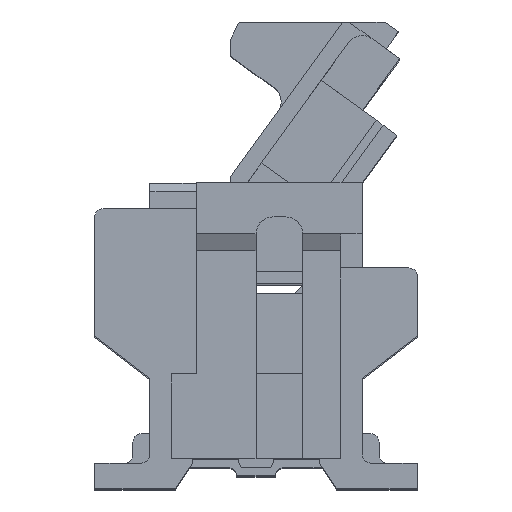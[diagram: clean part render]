
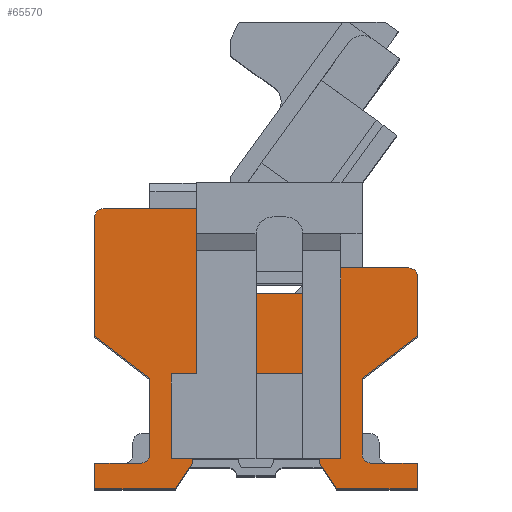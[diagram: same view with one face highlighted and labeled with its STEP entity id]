
A CAD part, top view. The second image highlights one B-rep face of the part: STEP entity #65570.
In plain terms, the highlighted planar face has unit normal (0, 0, 1).
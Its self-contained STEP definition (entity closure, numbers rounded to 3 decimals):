
#16520=CARTESIAN_POINT('',(-0.25,-0.3,3.99));
#16530=VERTEX_POINT('',#16520);
#16560=CARTESIAN_POINT('',(-0.25,-0.3,3.99));
#16570=DIRECTION('',(0.,1.,0.));
#16580=VECTOR('',#16570,1.);
#16590=LINE('',#16560,#16580);
#16600=CARTESIAN_POINT('',(-0.25,-0.35,3.99));
#16610=VERTEX_POINT('',#16600);
#16620=EDGE_CURVE('',#16610,#16530,#16590,.T.);
#19340=CARTESIAN_POINT('',(-0.3,1.65,3.99));
#19350=VERTEX_POINT('',#19340);
#19380=CARTESIAN_POINT('',(-0.3,1.65,3.99));
#19390=DIRECTION('',(-1.,0.,0.));
#19400=VECTOR('',#19390,1.);
#19410=LINE('',#19380,#19400);
#19420=CARTESIAN_POINT('',(-1.35,1.65,3.99));
#19430=VERTEX_POINT('',#19420);
#19440=EDGE_CURVE('',#19350,#19430,#19410,.T.);
#22320=CARTESIAN_POINT('',(-2.,0.7,3.99));
#22330=VERTEX_POINT('',#22320);
#22360=CARTESIAN_POINT('',(-1.634,0.7,3.99));
#22370=DIRECTION('',(1.,0.,0.));
#22380=VECTOR('',#22370,1.);
#22390=LINE('',#22360,#22380);
#22400=CARTESIAN_POINT('',(0.,0.7,3.99));
#22410=VERTEX_POINT('',#22400);
#22420=EDGE_CURVE('',#22330,#22410,#22390,.T.);
#28730=CARTESIAN_POINT('',(0.,0.354,3.99));
#28740=DIRECTION('',(0.,-1.,0.));
#28750=VECTOR('',#28740,1.);
#28760=LINE('',#28730,#28750);
#28770=CARTESIAN_POINT('',(0.,-0.3,3.99));
#28780=VERTEX_POINT('',#28770);
#28790=EDGE_CURVE('',#22410,#28780,#28760,.T.);
#33870=CARTESIAN_POINT('',(-1.35,1.75,3.99));
#33880=DIRECTION('',(0.,0.,-1.));
#33890=DIRECTION('',(-1.,0.,0.));
#33900=AXIS2_PLACEMENT_3D('',#33870,#33880,#33890);
#33910=CIRCLE('',#33900,0.1);
#33920=CARTESIAN_POINT('',(-1.45,1.75,3.99));
#33930=VERTEX_POINT('',#33920);
#33940=EDGE_CURVE('',#19430,#33930,#33910,.T.);
#36650=CARTESIAN_POINT('',(-2.,-0.3,3.99));
#36660=VERTEX_POINT('',#36650);
#36690=CARTESIAN_POINT('',(-2.,0.354,3.99));
#36700=DIRECTION('',(0.,1.,0.));
#36710=VECTOR('',#36700,1.);
#36720=LINE('',#36690,#36710);
#36730=EDGE_CURVE('',#36660,#22330,#36720,.T.);
#40120=CARTESIAN_POINT('',(-2.8,2.55,3.99));
#40130=DIRECTION('',(0.,0.,-1.));
#40140=DIRECTION('',(-1.,0.,0.));
#40150=AXIS2_PLACEMENT_3D('',#40120,#40130,#40140);
#40160=CIRCLE('',#40150,0.1);
#40170=CARTESIAN_POINT('',(-2.9,2.55,3.99));
#40180=VERTEX_POINT('',#40170);
#40190=CARTESIAN_POINT('',(-2.8,2.65,3.99));
#40200=VERTEX_POINT('',#40190);
#40210=EDGE_CURVE('',#40180,#40200,#40160,.T.);
#55610=CARTESIAN_POINT('',(-1.75,-0.3,3.99));
#55620=VERTEX_POINT('',#55610);
#55650=CARTESIAN_POINT('',(-1.634,-0.3,3.99));
#55660=DIRECTION('',(1.,0.,0.));
#55670=VECTOR('',#55660,1.);
#55680=LINE('',#55650,#55670);
#55690=EDGE_CURVE('',#36660,#55620,#55680,.T.);
#55780=EDGE_CURVE('',#16530,#28780,#55680,.T.);
#58090=CARTESIAN_POINT('',(-2.25,0.65,3.99));
#58100=DIRECTION('',(-0.793,0.61,0.));
#58110=VECTOR('',#58100,1.);
#58120=LINE('',#58090,#58110);
#58130=CARTESIAN_POINT('',(-2.25,0.65,3.99));
#58140=VERTEX_POINT('',#58130);
#58150=CARTESIAN_POINT('',(-2.9,1.15,3.99));
#58160=VERTEX_POINT('',#58150);
#58170=EDGE_CURVE('',#58140,#58160,#58120,.T.);
#58610=CARTESIAN_POINT('',(-1.75,-0.35,3.99));
#58620=VERTEX_POINT('',#58610);
#58650=CARTESIAN_POINT('',(-1.75,-0.3,3.99));
#58660=DIRECTION('',(0.,1.,0.));
#58670=VECTOR('',#58660,1.);
#58680=LINE('',#58650,#58670);
#58690=EDGE_CURVE('',#58620,#55620,#58680,.T.);
#58840=CARTESIAN_POINT('',(-2.9,-0.65,3.99));
#58850=VERTEX_POINT('',#58840);
#58900=CARTESIAN_POINT('',(-0.3,-0.65,3.99));
#58910=DIRECTION('',(-1.,0.,0.));
#58920=VECTOR('',#58910,1.);
#58930=LINE('',#58900,#58920);
#58940=CARTESIAN_POINT('',(-1.95,-0.65,3.99));
#58950=VERTEX_POINT('',#58940);
#58960=EDGE_CURVE('',#58950,#58850,#58930,.T.);
#59470=CARTESIAN_POINT('',(-0.3,1.95,3.99));
#59480=DIRECTION('',(-1.,0.,0.));
#59490=VECTOR('',#59480,1.);
#59500=LINE('',#59470,#59490);
#59510=CARTESIAN_POINT('',(0.8,1.95,3.99));
#59520=VERTEX_POINT('',#59510);
#59530=CARTESIAN_POINT('',(-0.1,1.95,3.99));
#59540=VERTEX_POINT('',#59530);
#59550=EDGE_CURVE('',#59520,#59540,#59500,.T.);
#59980=CARTESIAN_POINT('',(-1.45,2.65,3.99));
#59990=VERTEX_POINT('',#59980);
#60020=CARTESIAN_POINT('',(-0.3,2.65,3.99));
#60030=DIRECTION('',(-1.,0.,0.));
#60040=VECTOR('',#60030,1.);
#60050=LINE('',#60020,#60040);
#60060=EDGE_CURVE('',#59990,#40200,#60050,.T.);
#60870=CARTESIAN_POINT('',(-2.35,-0.35,3.99));
#60880=VERTEX_POINT('',#60870);
#60910=CARTESIAN_POINT('',(-0.3,-0.35,3.99));
#60920=DIRECTION('',(-1.,0.,0.));
#60930=VECTOR('',#60920,1.);
#60940=LINE('',#60910,#60930);
#60950=CARTESIAN_POINT('',(-2.9,-0.35,3.99));
#60960=VERTEX_POINT('',#60950);
#60970=EDGE_CURVE('',#60880,#60960,#60940,.T.);
#61230=CARTESIAN_POINT('',(-0.1,1.85,3.99));
#61240=DIRECTION('',(0.,0.,-1.));
#61250=DIRECTION('',(-1.,0.,0.));
#61260=AXIS2_PLACEMENT_3D('',#61230,#61240,#61250);
#61270=CIRCLE('',#61260,0.1);
#61280=CARTESIAN_POINT('',(-0.2,1.85,3.99));
#61290=VERTEX_POINT('',#61280);
#61300=EDGE_CURVE('',#61290,#59540,#61270,.T.);
#62060=CARTESIAN_POINT('',(-2.9,-0.3,3.99));
#62070=DIRECTION('',(0.,1.,0.));
#62080=VECTOR('',#62070,1.);
#62090=LINE('',#62060,#62080);
#62100=EDGE_CURVE('',#58850,#60960,#62090,.T.);
#62320=CARTESIAN_POINT('',(0.9,-0.35,3.99));
#62330=VERTEX_POINT('',#62320);
#62360=CARTESIAN_POINT('',(-1.7,-0.35,3.99));
#62370=DIRECTION('',(1.,0.,0.));
#62380=VECTOR('',#62370,1.);
#62390=LINE('',#62360,#62380);
#62400=CARTESIAN_POINT('',(0.35,-0.35,3.99));
#62410=VERTEX_POINT('',#62400);
#62420=EDGE_CURVE('',#62410,#62330,#62390,.T.);
#62580=CARTESIAN_POINT('',(0.9,-0.3,3.99));
#62590=DIRECTION('',(0.,1.,0.));
#62600=VECTOR('',#62590,1.);
#62610=LINE('',#62580,#62600);
#62620=CARTESIAN_POINT('',(0.9,1.15,3.99));
#62630=VERTEX_POINT('',#62620);
#62640=CARTESIAN_POINT('',(0.9,1.85,3.99));
#62650=VERTEX_POINT('',#62640);
#62660=EDGE_CURVE('',#62630,#62650,#62610,.T.);
#63260=CARTESIAN_POINT('',(0.8,1.85,3.99));
#63270=DIRECTION('',(0.,0.,-1.));
#63280=DIRECTION('',(-1.,0.,0.));
#63290=AXIS2_PLACEMENT_3D('',#63260,#63270,#63280);
#63300=CIRCLE('',#63290,0.1);
#63310=EDGE_CURVE('',#59520,#62650,#63300,.T.);
#63420=CARTESIAN_POINT('',(0.25,0.65,3.99));
#63430=DIRECTION('',(0.793,0.61,0.));
#63440=VECTOR('',#63430,1.);
#63450=LINE('',#63420,#63440);
#63460=CARTESIAN_POINT('',(0.25,0.65,3.99));
#63470=VERTEX_POINT('',#63460);
#63480=EDGE_CURVE('',#63470,#62630,#63450,.T.);
#63670=CARTESIAN_POINT('',(-0.05,-0.65,3.99));
#63680=DIRECTION('',(-0.555,0.832,0.));
#63690=VECTOR('',#63680,1.);
#63700=LINE('',#63670,#63690);
#63710=CARTESIAN_POINT('',(-0.05,-0.65,3.99));
#63720=VERTEX_POINT('',#63710);
#63730=EDGE_CURVE('',#63720,#16610,#63700,.T.);
#63920=CARTESIAN_POINT('',(-1.45,-0.3,3.99));
#63930=DIRECTION('',(0.,1.,0.));
#63940=VECTOR('',#63930,1.);
#63950=LINE('',#63920,#63940);
#63960=EDGE_CURVE('',#33930,#59990,#63950,.T.);
#64090=CARTESIAN_POINT('',(-0.2,-0.3,3.99));
#64100=DIRECTION('',(0.,1.,0.));
#64110=VECTOR('',#64100,1.);
#64120=LINE('',#64090,#64110);
#64130=CARTESIAN_POINT('',(-0.2,1.75,3.99));
#64140=VERTEX_POINT('',#64130);
#64150=EDGE_CURVE('',#64140,#61290,#64120,.T.);
#64310=CARTESIAN_POINT('',(-0.3,1.75,3.99));
#64320=DIRECTION('',(0.,0.,-1.));
#64330=DIRECTION('',(-1.,0.,0.));
#64340=AXIS2_PLACEMENT_3D('',#64310,#64320,#64330);
#64350=CIRCLE('',#64340,0.1);
#64360=EDGE_CURVE('',#64140,#19350,#64350,.T.);
#64620=CARTESIAN_POINT('',(-2.25,-0.25,3.99));
#64630=VERTEX_POINT('',#64620);
#64660=CARTESIAN_POINT('',(-2.35,-0.25,3.99));
#64670=DIRECTION('',(0.,0.,-1.));
#64680=DIRECTION('',(-1.,0.,0.));
#64690=AXIS2_PLACEMENT_3D('',#64660,#64670,#64680);
#64700=CIRCLE('',#64690,0.1);
#64710=EDGE_CURVE('',#64630,#60880,#64700,.T.);
#64770=CARTESIAN_POINT('',(0.151,1.185,3.99));
#64780=DIRECTION('',(0.,0.,1.));
#64790=DIRECTION('',(1.,0.,0.));
#64800=AXIS2_PLACEMENT_3D('',#64770,#64780,#64790);
#64810=PLANE('',#64800);
#64820=CARTESIAN_POINT('',(-2.9,-0.3,3.99));
#64830=DIRECTION('',(0.,1.,0.));
#64840=VECTOR('',#64830,1.);
#64850=LINE('',#64820,#64840);
#64860=EDGE_CURVE('',#58160,#40180,#64850,.T.);
#64870=ORIENTED_EDGE('',*,*,#64860,.F.);
#64880=ORIENTED_EDGE('',*,*,#40210,.F.);
#64890=ORIENTED_EDGE('',*,*,#60060,.T.);
#64900=ORIENTED_EDGE('',*,*,#63960,.T.);
#64910=ORIENTED_EDGE('',*,*,#33940,.T.);
#64920=ORIENTED_EDGE('',*,*,#19440,.T.);
#64930=ORIENTED_EDGE('',*,*,#64360,.T.);
#64940=ORIENTED_EDGE('',*,*,#64150,.F.);
#64950=ORIENTED_EDGE('',*,*,#61300,.F.);
#64960=ORIENTED_EDGE('',*,*,#59550,.T.);
#64970=ORIENTED_EDGE('',*,*,#63310,.F.);
#64980=ORIENTED_EDGE('',*,*,#62660,.T.);
#64990=ORIENTED_EDGE('',*,*,#63480,.T.);
#65000=CARTESIAN_POINT('',(0.25,-0.3,3.99));
#65010=DIRECTION('',(0.,1.,0.));
#65020=VECTOR('',#65010,1.);
#65030=LINE('',#65000,#65020);
#65040=CARTESIAN_POINT('',(0.25,-0.25,3.99));
#65050=VERTEX_POINT('',#65040);
#65060=EDGE_CURVE('',#65050,#63470,#65030,.T.);
#65070=ORIENTED_EDGE('',*,*,#65060,.T.);
#65080=CARTESIAN_POINT('',(0.35,-0.25,3.99));
#65090=DIRECTION('',(0.,0.,1.));
#65100=DIRECTION('',(1.,0.,0.));
#65110=AXIS2_PLACEMENT_3D('',#65080,#65090,#65100);
#65120=CIRCLE('',#65110,0.1);
#65130=EDGE_CURVE('',#65050,#62410,#65120,.T.);
#65140=ORIENTED_EDGE('',*,*,#65130,.F.);
#65150=ORIENTED_EDGE('',*,*,#62420,.F.);
#65160=CARTESIAN_POINT('',(0.9,-0.3,3.99));
#65170=DIRECTION('',(0.,1.,0.));
#65180=VECTOR('',#65170,1.);
#65190=LINE('',#65160,#65180);
#65200=CARTESIAN_POINT('',(0.9,-0.65,3.99));
#65210=VERTEX_POINT('',#65200);
#65220=EDGE_CURVE('',#65210,#62330,#65190,.T.);
#65230=ORIENTED_EDGE('',*,*,#65220,.T.);
#65240=CARTESIAN_POINT('',(-1.7,-0.65,3.99));
#65250=DIRECTION('',(1.,0.,0.));
#65260=VECTOR('',#65250,1.);
#65270=LINE('',#65240,#65260);
#65280=EDGE_CURVE('',#63720,#65210,#65270,.T.);
#65290=ORIENTED_EDGE('',*,*,#65280,.T.);
#65300=ORIENTED_EDGE('',*,*,#63730,.F.);
#65310=ORIENTED_EDGE('',*,*,#16620,.F.);
#65320=ORIENTED_EDGE('',*,*,#55780,.F.);
#65330=ORIENTED_EDGE('',*,*,#28790,.T.);
#65340=ORIENTED_EDGE('',*,*,#22420,.T.);
#65350=ORIENTED_EDGE('',*,*,#36730,.T.);
#65360=ORIENTED_EDGE('',*,*,#55690,.F.);
#65370=ORIENTED_EDGE('',*,*,#58690,.T.);
#65380=CARTESIAN_POINT('',(-1.95,-0.65,3.99));
#65390=DIRECTION('',(0.555,0.832,0.));
#65400=VECTOR('',#65390,1.);
#65410=LINE('',#65380,#65400);
#65420=EDGE_CURVE('',#58950,#58620,#65410,.T.);
#65430=ORIENTED_EDGE('',*,*,#65420,.T.);
#65440=ORIENTED_EDGE('',*,*,#58960,.F.);
#65450=ORIENTED_EDGE('',*,*,#62100,.F.);
#65460=ORIENTED_EDGE('',*,*,#60970,.T.);
#65470=ORIENTED_EDGE('',*,*,#64710,.T.);
#65480=CARTESIAN_POINT('',(-2.25,-0.3,3.99));
#65490=DIRECTION('',(0.,1.,0.));
#65500=VECTOR('',#65490,1.);
#65510=LINE('',#65480,#65500);
#65520=EDGE_CURVE('',#64630,#58140,#65510,.T.);
#65530=ORIENTED_EDGE('',*,*,#65520,.F.);
#65540=ORIENTED_EDGE('',*,*,#58170,.F.);
#65550=EDGE_LOOP('',(#65540,#65530,#65470,#65460,#65450,#65440,#65430,
#65370,#65360,#65350,#65340,#65330,#65320,#65310,#65300,#65290,#65230,
#65150,#65140,#65070,#64990,#64980,#64970,#64960,#64950,#64940,#64930,
#64920,#64910,#64900,#64890,#64880,#64870));
#65560=FACE_OUTER_BOUND('',#65550,.T.);
#65570=ADVANCED_FACE('',(#65560),#64810,.T.);
